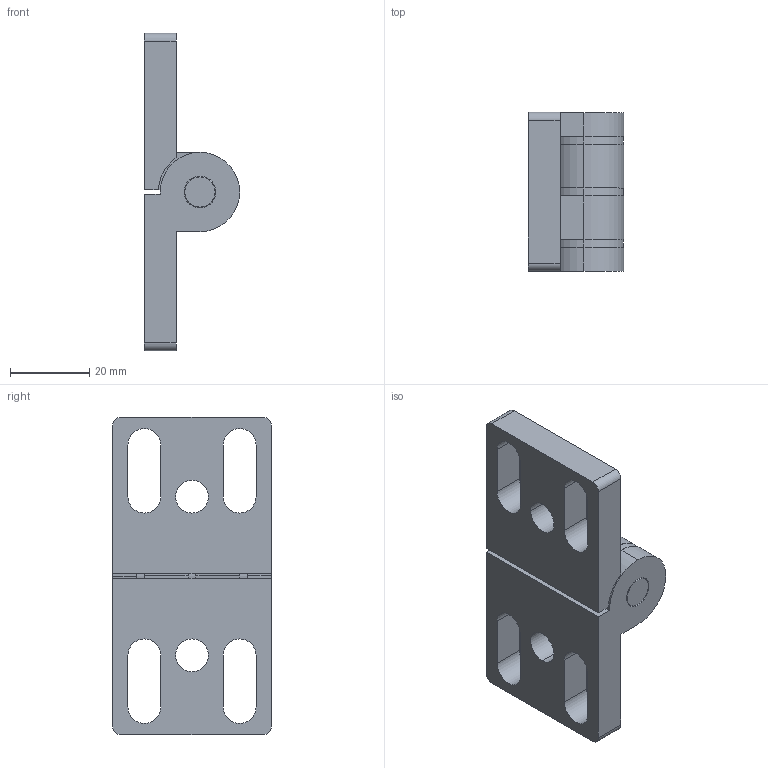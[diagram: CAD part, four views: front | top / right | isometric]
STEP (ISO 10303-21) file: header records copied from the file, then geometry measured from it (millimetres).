
FILE_DESCRIPTION (( 'STEP AP214' ), '1' );
FILE_NAME ('6228740', '2019-02-04T09:03:01', ( '' ), ('JUGARD+KÜNSTNER GmbH'), 'SwSTEP 2.0', 'SolidWorks 2017', '' );
FILE_SCHEMA (( 'AUTOMOTIVE_DESIGN' ));
Length unit declared in the file: millimetre
Products named in the file (1): 6228740_CNAJF00
Bounding box: 24 x 40 x 80 mm (x, y, z)
Volume: 30008.8 mm3; surface area: 11620.2 mm2
Topology: 1 solids, 1 shells, 82 faces, 224 edges, 148 vertices
Faces by surface type: cylinder 42, plane 36, cone 4
Entity records: 2822 total; most frequent: DIRECTION 478, CARTESIAN_POINT 455, ORIENTED_EDGE 448, EDGE_CURVE 224, AXIS2_PLACEMENT_3D 171, VERTEX_POINT 148, VECTOR 136, LINE 136
